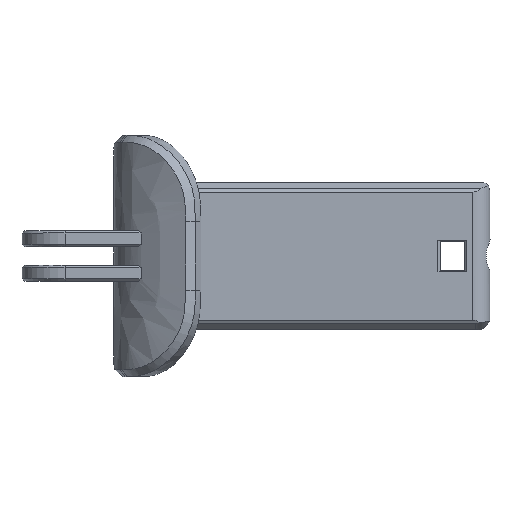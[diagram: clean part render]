
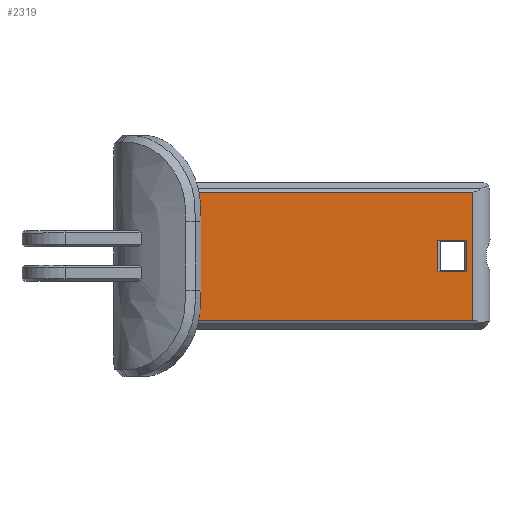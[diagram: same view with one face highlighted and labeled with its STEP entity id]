
A CAD part, top view. The second image highlights one B-rep face of the part: STEP entity #2319.
In plain terms, the highlighted planar face has unit normal (0, 0, 1).
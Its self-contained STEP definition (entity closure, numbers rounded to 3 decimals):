
#76=FACE_BOUND('',#433,.T.);
#198=PLANE('',#2480);
#296=FACE_OUTER_BOUND('',#432,.T.);
#432=EDGE_LOOP('',(#1778,#1779,#1780,#1781,#1782,#1783,#1784,#1785));
#433=EDGE_LOOP('',(#1786,#1787,#1788,#1789));
#574=LINE('',#3710,#785);
#580=LINE('',#3723,#791);
#582=LINE('',#3726,#793);
#586=LINE('',#3733,#797);
#600=LINE('',#3764,#811);
#601=LINE('',#3766,#812);
#602=LINE('',#3768,#813);
#603=LINE('',#3770,#814);
#604=LINE('',#3772,#815);
#605=LINE('',#3774,#816);
#606=LINE('',#3776,#817);
#607=LINE('',#3777,#818);
#785=VECTOR('',#2705,10.);
#791=VECTOR('',#2713,10.);
#793=VECTOR('',#2717,10.);
#797=VECTOR('',#2723,10.);
#811=VECTOR('',#2745,10.);
#812=VECTOR('',#2746,10.);
#813=VECTOR('',#2747,10.);
#814=VECTOR('',#2748,3.);
#815=VECTOR('',#2749,10.);
#816=VECTOR('',#2750,10.);
#817=VECTOR('',#2751,10.);
#818=VECTOR('',#2752,10.);
#1057=VERTEX_POINT('',#3708);
#1058=VERTEX_POINT('',#3709);
#1063=VERTEX_POINT('',#3720);
#1064=VERTEX_POINT('',#3722);
#1078=VERTEX_POINT('',#3762);
#1079=VERTEX_POINT('',#3763);
#1080=VERTEX_POINT('',#3765);
#1081=VERTEX_POINT('',#3767);
#1082=VERTEX_POINT('',#3769);
#1083=VERTEX_POINT('',#3771);
#1084=VERTEX_POINT('',#3773);
#1085=VERTEX_POINT('',#3775);
#1309=EDGE_CURVE('',#1057,#1058,#574,.T.);
#1315=EDGE_CURVE('',#1063,#1064,#580,.T.);
#1317=EDGE_CURVE('',#1058,#1063,#582,.T.);
#1321=EDGE_CURVE('',#1064,#1057,#586,.T.);
#1336=EDGE_CURVE('',#1078,#1079,#600,.T.);
#1337=EDGE_CURVE('',#1080,#1078,#601,.T.);
#1338=EDGE_CURVE('',#1081,#1080,#602,.T.);
#1339=EDGE_CURVE('',#1082,#1081,#603,.T.);
#1340=EDGE_CURVE('',#1083,#1082,#604,.T.);
#1341=EDGE_CURVE('',#1084,#1083,#605,.T.);
#1342=EDGE_CURVE('',#1085,#1084,#606,.T.);
#1343=EDGE_CURVE('',#1079,#1085,#607,.T.);
#1778=ORIENTED_EDGE('',*,*,#1336,.F.);
#1779=ORIENTED_EDGE('',*,*,#1337,.F.);
#1780=ORIENTED_EDGE('',*,*,#1338,.F.);
#1781=ORIENTED_EDGE('',*,*,#1339,.F.);
#1782=ORIENTED_EDGE('',*,*,#1340,.F.);
#1783=ORIENTED_EDGE('',*,*,#1341,.F.);
#1784=ORIENTED_EDGE('',*,*,#1342,.F.);
#1785=ORIENTED_EDGE('',*,*,#1343,.F.);
#1786=ORIENTED_EDGE('',*,*,#1315,.F.);
#1787=ORIENTED_EDGE('',*,*,#1317,.F.);
#1788=ORIENTED_EDGE('',*,*,#1309,.F.);
#1789=ORIENTED_EDGE('',*,*,#1321,.F.);
#2319=ADVANCED_FACE('',(#296,#76),#198,.T.);
#2480=AXIS2_PLACEMENT_3D('',#3761,#2743,#2744);
#2705=DIRECTION('',(-1.,0.,0.));
#2713=DIRECTION('',(1.,0.,0.));
#2717=DIRECTION('',(0.,-1.,0.));
#2723=DIRECTION('',(0.,1.,0.));
#2743=DIRECTION('center_axis',(0.,0.,1.));
#2744=DIRECTION('ref_axis',(0.,-1.,0.));
#2745=DIRECTION('',(1.,0.,0.));
#2746=DIRECTION('',(0.,1.,0.));
#2747=DIRECTION('',(-1.,0.,0.));
#2748=DIRECTION('',(0.,-1.,0.));
#2749=DIRECTION('',(1.,0.,0.));
#2750=DIRECTION('',(0.,1.,0.));
#2751=DIRECTION('',(-1.,0.,0.));
#2752=DIRECTION('',(0.,1.,0.));
#3708=CARTESIAN_POINT('',(2.5,2.709,4.));
#3709=CARTESIAN_POINT('',(-2.5,2.709,4.));
#3710=CARTESIAN_POINT('',(-25.45,2.709,4.));
#3720=CARTESIAN_POINT('',(-2.5,-2.709,4.));
#3722=CARTESIAN_POINT('',(2.5,-2.709,4.));
#3723=CARTESIAN_POINT('',(-25.45,-2.709,4.));
#3726=CARTESIAN_POINT('',(-2.5,5.778,4.));
#3733=CARTESIAN_POINT('',(2.5,5.778,4.));
#3761=CARTESIAN_POINT('Origin',(-53.,11.557,4.));
#3762=CARTESIAN_POINT('',(-53.,-3.,4.));
#3763=CARTESIAN_POINT('',(-48.4,-3.,4.));
#3764=CARTESIAN_POINT('',(-53.,-3.,4.));
#3765=CARTESIAN_POINT('',(-53.,-11.157,4.));
#3766=CARTESIAN_POINT('',(-53.,-11.557,4.));
#3767=CARTESIAN_POINT('',(3.564,-11.157,4.));
#3768=CARTESIAN_POINT('',(-53.,-11.157,4.));
#3769=CARTESIAN_POINT('',(3.564,11.157,4.));
#3770=CARTESIAN_POINT('',(3.564,1.3,4.));
#3771=CARTESIAN_POINT('',(-53.,11.157,4.));
#3772=CARTESIAN_POINT('',(-53.,11.157,4.));
#3773=CARTESIAN_POINT('',(-53.,3.,4.));
#3774=CARTESIAN_POINT('',(-53.,-11.557,4.));
#3775=CARTESIAN_POINT('',(-48.4,3.,4.));
#3776=CARTESIAN_POINT('',(-53.,3.,4.));
#3777=CARTESIAN_POINT('',(-48.4,5.778,4.));
